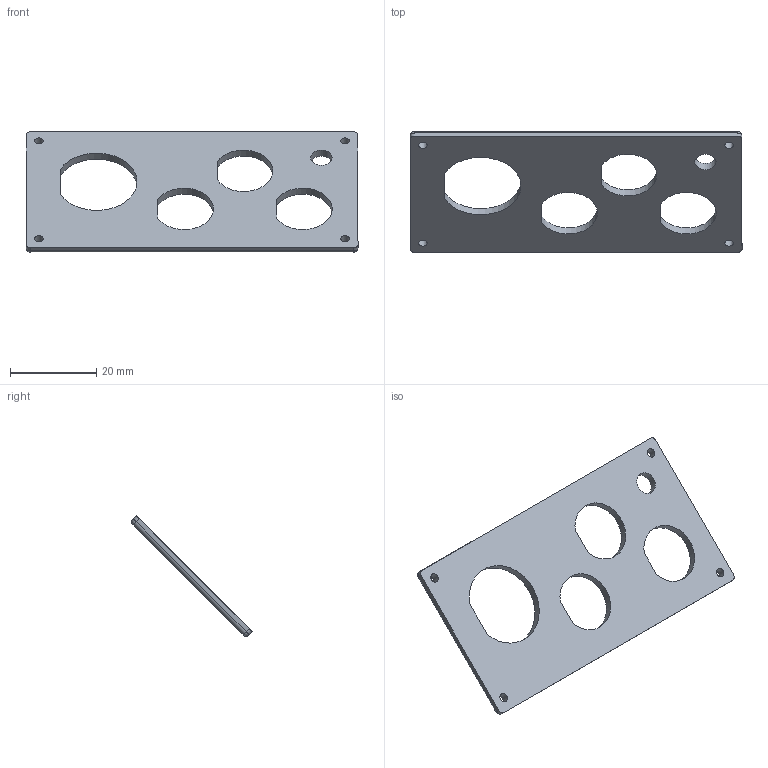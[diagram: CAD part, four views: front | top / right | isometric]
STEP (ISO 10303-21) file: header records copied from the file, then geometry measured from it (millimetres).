
FILE_DESCRIPTION (( 'STEP AP214' ), '1' );
FILE_NAME ('lid.STEP', '2024-03-28T04:13:42', ( '' ), ( '' ), 'SwSTEP 2.0', 'SolidWorks 2024', '' );
FILE_SCHEMA (( 'AUTOMOTIVE_DESIGN' ));
Length unit declared in the file: millimetre
Products named in the file (2): case-bottom; lid
Assembly tree (1 placements, depth 2):
  lid
    case-bottom
Bounding box: 77.08 x 27.94 x 27.94 mm (x, y, z)
Volume: 4359.9 mm3; surface area: 5221.6 mm2
Topology: 1 solids, 1 shells, 31 faces, 83 edges, 50 vertices
Faces by surface type: cylinder 17, plane 10, sphere 4
Full cylindrical faces by diameter (mm): 2 x4, 5 x1
Entity records: 973 total; most frequent: DIRECTION 174, CARTESIAN_POINT 151, ORIENTED_EDGE 140, EDGE_CURVE 70, AXIS2_PLACEMENT_3D 69, EDGE_LOOP 54, VERTEX_POINT 46, LINE 36
